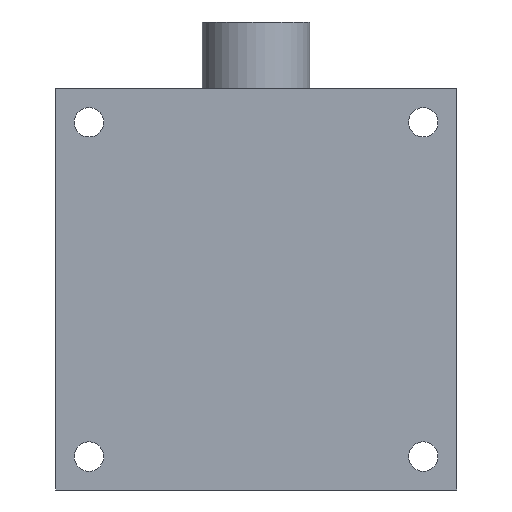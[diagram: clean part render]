
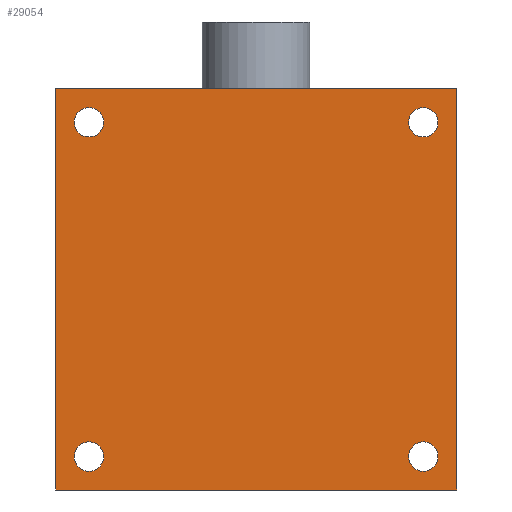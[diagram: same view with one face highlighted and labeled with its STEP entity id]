
A CAD part, front view. The second image highlights one B-rep face of the part: STEP entity #29054.
In plain terms, the highlighted planar face has unit normal (0, -1, 0).
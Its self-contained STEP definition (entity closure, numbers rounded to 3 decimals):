
#181 = LINE ( 'NONE', #9701, #7764 ) ;
#375 = VERTEX_POINT ( 'NONE', #1459 ) ;
#989 = CARTESIAN_POINT ( 'NONE',  ( -12.5, 0., -11.4 ) ) ;
#1199 = EDGE_LOOP ( 'NONE', ( #21085, #16298 ) ) ;
#1223 = FACE_BOUND ( 'NONE', #1199, .T. ) ;
#1307 = CARTESIAN_POINT ( 'NONE',  ( -15., 0., -15. ) ) ;
#1459 = CARTESIAN_POINT ( 'NONE',  ( 12.5, 0., 13.6 ) ) ;
#1572 = CARTESIAN_POINT ( 'NONE',  ( 12.5, 0., 11.4 ) ) ;
#1762 = DIRECTION ( 'NONE',  ( 0., 1., 0. ) ) ;
#1897 = DIRECTION ( 'NONE',  ( 0., 0., 1. ) ) ;
#2000 = ORIENTED_EDGE ( 'NONE', *, *, #23199, .T. ) ;
#2186 = CARTESIAN_POINT ( 'NONE',  ( 12.5, 0., -12.5 ) ) ;
#2223 = CARTESIAN_POINT ( 'NONE',  ( -12.5, 0., 11.4 ) ) ;
#2350 = CARTESIAN_POINT ( 'NONE',  ( 12.5, 0., -12.5 ) ) ;
#2686 = FACE_BOUND ( 'NONE', #23185, .T. ) ;
#2791 = CIRCLE ( 'NONE', #4231, 1.1 ) ;
#3308 = VERTEX_POINT ( 'NONE', #3996 ) ;
#3346 = VECTOR ( 'NONE', #13164, 1000. ) ;
#3416 = LINE ( 'NONE', #10091, #14633 ) ;
#3662 = EDGE_LOOP ( 'NONE', ( #8854, #21218 ) ) ;
#3983 = CARTESIAN_POINT ( 'NONE',  ( -12.5, 0., -12.5 ) ) ;
#3996 = CARTESIAN_POINT ( 'NONE',  ( 15., 0., -15. ) ) ;
#4107 = CIRCLE ( 'NONE', #9841, 1.1 ) ;
#4231 = AXIS2_PLACEMENT_3D ( 'NONE', #6152, #15119, #17851 ) ;
#4369 = VERTEX_POINT ( 'NONE', #2223 ) ;
#4414 = DIRECTION ( 'NONE',  ( 0., 0., 1. ) ) ;
#4469 = FACE_BOUND ( 'NONE', #3662, .T. ) ;
#4681 = DIRECTION ( 'NONE',  ( 0., 1., 0. ) ) ;
#5506 = AXIS2_PLACEMENT_3D ( 'NONE', #8803, #8596, #15833 ) ;
#6152 = CARTESIAN_POINT ( 'NONE',  ( -12.5, 0., 12.5 ) ) ;
#6766 = DIRECTION ( 'NONE',  ( 0., 0., -1. ) ) ;
#7010 = DIRECTION ( 'NONE',  ( 0., 0., 1. ) ) ;
#7480 = AXIS2_PLACEMENT_3D ( 'NONE', #16679, #10037, #19217 ) ;
#7764 = VECTOR ( 'NONE', #26360, 1000. ) ;
#7821 = AXIS2_PLACEMENT_3D ( 'NONE', #2350, #4681, #7010 ) ;
#8464 = VERTEX_POINT ( 'NONE', #26004 ) ;
#8596 = DIRECTION ( 'NONE',  ( 0., 1., 0. ) ) ;
#8803 = CARTESIAN_POINT ( 'NONE',  ( -12.5, 0., 12.5 ) ) ;
#8854 = ORIENTED_EDGE ( 'NONE', *, *, #24332, .T. ) ;
#9283 = CARTESIAN_POINT ( 'NONE',  ( 15., 0., 15. ) ) ;
#9506 = LINE ( 'NONE', #26828, #3346 ) ;
#9632 = EDGE_CURVE ( 'NONE', #19953, #14280, #22340, .T. ) ;
#9701 = CARTESIAN_POINT ( 'NONE',  ( 0., 0., 15. ) ) ;
#9841 = AXIS2_PLACEMENT_3D ( 'NONE', #2186, #27572, #4414 ) ;
#9888 = VERTEX_POINT ( 'NONE', #23970 ) ;
#10037 = DIRECTION ( 'NONE',  ( 0., 1., 0. ) ) ;
#10091 = CARTESIAN_POINT ( 'NONE',  ( 0., 0., -15. ) ) ;
#10141 = VERTEX_POINT ( 'NONE', #9283 ) ;
#10410 = ORIENTED_EDGE ( 'NONE', *, *, #17366, .T. ) ;
#11365 = CARTESIAN_POINT ( 'NONE',  ( 12.5, 0., -11.4 ) ) ;
#11587 = CIRCLE ( 'NONE', #5506, 1.1 ) ;
#11735 = CIRCLE ( 'NONE', #26295, 1.1 ) ;
#11811 = DIRECTION ( 'NONE',  ( 0., -1., 0. ) ) ;
#12115 = VECTOR ( 'NONE', #27644, 1000. ) ;
#12168 = AXIS2_PLACEMENT_3D ( 'NONE', #3983, #1762, #13376 ) ;
#12513 = AXIS2_PLACEMENT_3D ( 'NONE', #13914, #11811, #6766 ) ;
#12607 = CARTESIAN_POINT ( 'NONE',  ( 12.5, 0., 12.5 ) ) ;
#13164 = DIRECTION ( 'NONE',  ( 0., 0., 1. ) ) ;
#13376 = DIRECTION ( 'NONE',  ( 0., 0., 1. ) ) ;
#13770 = CARTESIAN_POINT ( 'NONE',  ( -15., 0., 0. ) ) ;
#13914 = CARTESIAN_POINT ( 'NONE',  ( 0., 0., 0. ) ) ;
#13978 = CARTESIAN_POINT ( 'NONE',  ( -12.5, 0., -13.6 ) ) ;
#14280 = VERTEX_POINT ( 'NONE', #989 ) ;
#14633 = VECTOR ( 'NONE', #26255, 1000. ) ;
#14876 = EDGE_CURVE ( 'NONE', #4369, #8464, #2791, .T. ) ;
#14920 = DIRECTION ( 'NONE',  ( 0., 0., 1. ) ) ;
#15119 = DIRECTION ( 'NONE',  ( 0., 1., 0. ) ) ;
#15833 = DIRECTION ( 'NONE',  ( 0., 0., 1. ) ) ;
#16269 = ORIENTED_EDGE ( 'NONE', *, *, #29841, .T. ) ;
#16298 = ORIENTED_EDGE ( 'NONE', *, *, #9632, .T. ) ;
#16663 = VERTEX_POINT ( 'NONE', #1572 ) ;
#16679 = CARTESIAN_POINT ( 'NONE',  ( -12.5, 0., -12.5 ) ) ;
#17292 = CIRCLE ( 'NONE', #21588, 1.1 ) ;
#17365 = ORIENTED_EDGE ( 'NONE', *, *, #28084, .T. ) ;
#17366 = EDGE_CURVE ( 'NONE', #9888, #24783, #18245, .T. ) ;
#17851 = DIRECTION ( 'NONE',  ( 0., 0., 1. ) ) ;
#17934 = DIRECTION ( 'NONE',  ( 0., 1., 0. ) ) ;
#18007 = ORIENTED_EDGE ( 'NONE', *, *, #29376, .T. ) ;
#18025 = EDGE_CURVE ( 'NONE', #10141, #9888, #181, .T. ) ;
#18245 = LINE ( 'NONE', #13770, #12115 ) ;
#18269 = ORIENTED_EDGE ( 'NONE', *, *, #18025, .T. ) ;
#19217 = DIRECTION ( 'NONE',  ( 0., 0., 1. ) ) ;
#19953 = VERTEX_POINT ( 'NONE', #13978 ) ;
#20077 = CIRCLE ( 'NONE', #7480, 1.1 ) ;
#21085 = ORIENTED_EDGE ( 'NONE', *, *, #27567, .T. ) ;
#21218 = ORIENTED_EDGE ( 'NONE', *, *, #14876, .T. ) ;
#21463 = FACE_OUTER_BOUND ( 'NONE', #21512, .T. ) ;
#21512 = EDGE_LOOP ( 'NONE', ( #10410, #17365, #16269, #18269 ) ) ;
#21588 = AXIS2_PLACEMENT_3D ( 'NONE', #12607, #26568, #14920 ) ;
#22340 = CIRCLE ( 'NONE', #12168, 1.1 ) ;
#23120 = PLANE ( 'NONE',  #12513 ) ;
#23185 = EDGE_LOOP ( 'NONE', ( #2000, #26870 ) ) ;
#23199 = EDGE_CURVE ( 'NONE', #25397, #26291, #28606, .T. ) ;
#23970 = CARTESIAN_POINT ( 'NONE',  ( -15., 0., 15. ) ) ;
#24332 = EDGE_CURVE ( 'NONE', #8464, #4369, #11587, .T. ) ;
#24622 = EDGE_CURVE ( 'NONE', #375, #16663, #17292, .T. ) ;
#24783 = VERTEX_POINT ( 'NONE', #1307 ) ;
#25298 = ORIENTED_EDGE ( 'NONE', *, *, #24622, .T. ) ;
#25397 = VERTEX_POINT ( 'NONE', #11365 ) ;
#25819 = CARTESIAN_POINT ( 'NONE',  ( 12.5, 0., -13.6 ) ) ;
#26004 = CARTESIAN_POINT ( 'NONE',  ( -12.5, 0., 13.6 ) ) ;
#26255 = DIRECTION ( 'NONE',  ( 1., 0., 0. ) ) ;
#26291 = VERTEX_POINT ( 'NONE', #25819 ) ;
#26295 = AXIS2_PLACEMENT_3D ( 'NONE', #29581, #17934, #1897 ) ;
#26360 = DIRECTION ( 'NONE',  ( -1., 0., 0. ) ) ;
#26568 = DIRECTION ( 'NONE',  ( 0., 1., 0. ) ) ;
#26828 = CARTESIAN_POINT ( 'NONE',  ( 15., 0., 0. ) ) ;
#26870 = ORIENTED_EDGE ( 'NONE', *, *, #29407, .T. ) ;
#27489 = EDGE_LOOP ( 'NONE', ( #25298, #18007 ) ) ;
#27567 = EDGE_CURVE ( 'NONE', #14280, #19953, #20077, .T. ) ;
#27572 = DIRECTION ( 'NONE',  ( 0., 1., 0. ) ) ;
#27644 = DIRECTION ( 'NONE',  ( 0., 0., -1. ) ) ;
#28007 = FACE_BOUND ( 'NONE', #27489, .T. ) ;
#28084 = EDGE_CURVE ( 'NONE', #24783, #3308, #3416, .T. ) ;
#28606 = CIRCLE ( 'NONE', #7821, 1.1 ) ;
#29054 = ADVANCED_FACE ( 'NONE', ( #21463, #1223, #4469, #28007, #2686 ), #23120, .T. ) ;
#29376 = EDGE_CURVE ( 'NONE', #16663, #375, #11735, .T. ) ;
#29407 = EDGE_CURVE ( 'NONE', #26291, #25397, #4107, .T. ) ;
#29581 = CARTESIAN_POINT ( 'NONE',  ( 12.5, 0., 12.5 ) ) ;
#29841 = EDGE_CURVE ( 'NONE', #3308, #10141, #9506, .T. ) ;
